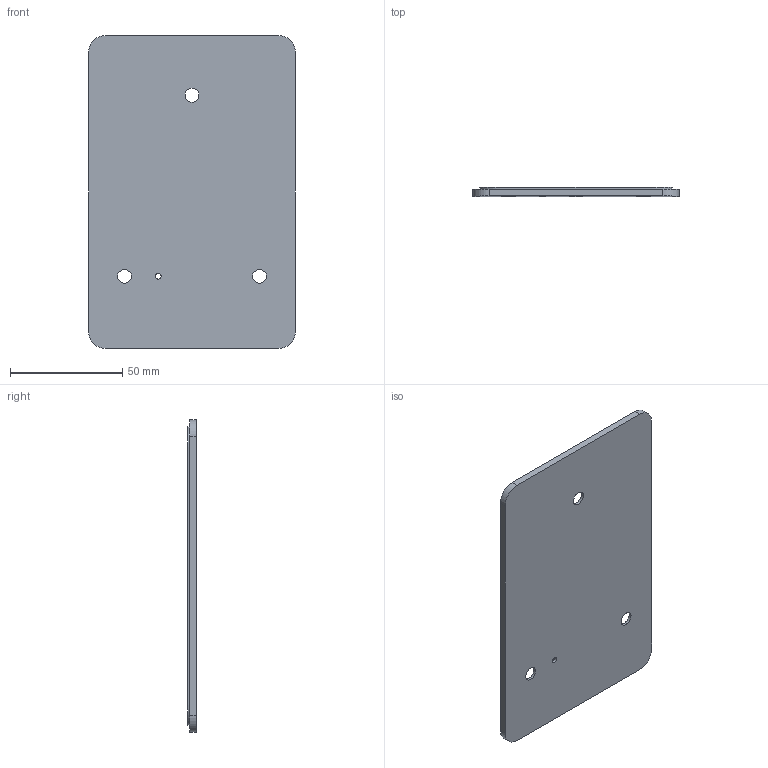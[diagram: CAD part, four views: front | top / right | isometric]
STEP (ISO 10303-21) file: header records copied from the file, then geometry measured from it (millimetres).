
FILE_DESCRIPTION(/* description */ (''),/* implementation_level */ '2;1');
FILE_NAME(/* name */ 'V2 Acrylic.step',/* time_stamp */ '2022-01-12T22:56:50+11:00',/* author */ (''),/* organization */ (''),/* preprocessor_version */ 'ST-DEVELOPER v18.1',/* originating_system */ 'Autodesk Translation Framework v10.10.0.1391',/* authorisation */ '');
FILE_SCHEMA (('AUTOMOTIVE_DESIGN { 1 0 10303 214 3 1 1 }'));
Length unit declared in the file: millimetre
Products named in the file (1): Acrylic
Bounding box: 92 x 3.8 x 139 mm (x, y, z)
Volume: 20483 mm3; surface area: 28142.1 mm2
Topology: 1 solids, 1 shells, 56 faces, 156 edges, 104 vertices
Faces by surface type: cylinder 28, plane 28
Full cylindrical faces by diameter (mm): 2.5 x1, 6.2 x3
Entity records: 1865 total; most frequent: DIRECTION 326, CARTESIAN_POINT 317, ORIENTED_EDGE 312, EDGE_CURVE 156, AXIS2_PLACEMENT_3D 113, VERTEX_POINT 104, LINE 100, VECTOR 100
